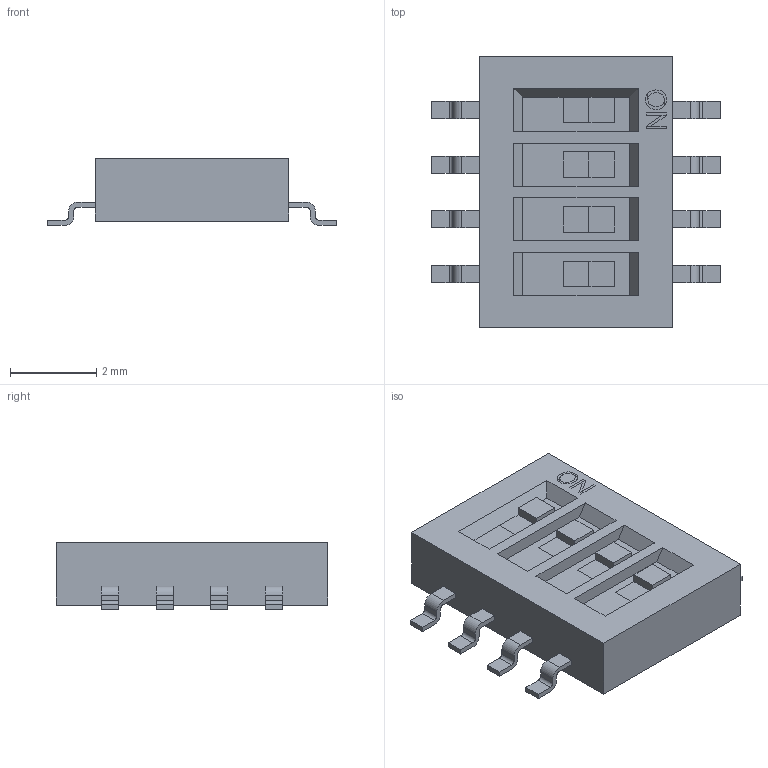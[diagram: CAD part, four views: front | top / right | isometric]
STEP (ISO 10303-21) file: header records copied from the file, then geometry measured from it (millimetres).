
FILE_DESCRIPTION((''),'2;1');
FILE_NAME('SW_OMRON_A6H-4102.stp','2013-12-17T12:07:18',(''),(''),'Mechanical Desktop 2011','Mechanical Desktop 2011',', , ');
FILE_SCHEMA(('AUTOMOTIVE_DESIGN { 1 2 10303 214 1 1 1 1 }'));
Length unit declared in the file: millimetre
Products named in the file (1): Product
Bounding box: 6.7 x 6.31 x 1.55 mm (x, y, z)
Volume: 38.8 mm3; surface area: 122.1 mm2
Topology: 22 solids, 22 shells, 433 faces, 1135 edges, 756 vertices
Faces by surface type: plane 320, bspline 97, cylinder 16
Entity records: 13343 total; most frequent: CARTESIAN_POINT 2840, ORIENTED_EDGE 2270, DIRECTION 1873, EDGE_CURVE 1135, VECTOR 1071, LINE 1071, VERTEX_POINT 756, EDGE_LOOP 443
